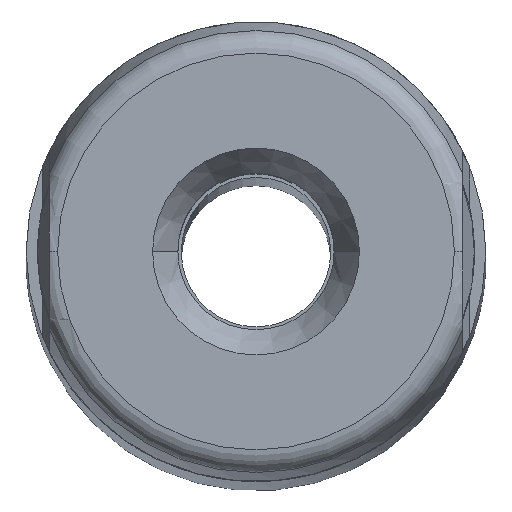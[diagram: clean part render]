
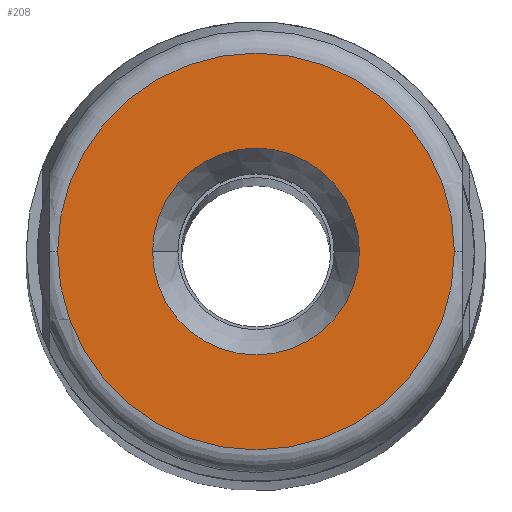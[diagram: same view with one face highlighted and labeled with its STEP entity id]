
A CAD part, top view. The second image highlights one B-rep face of the part: STEP entity #208.
In plain terms, the highlighted planar face has unit normal (0, 0, 1).
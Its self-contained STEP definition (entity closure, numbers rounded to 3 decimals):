
#48 = VERTEX_POINT ( 'NONE', #678 ) ;
#56 = VERTEX_POINT ( 'NONE', #676 ) ;
#60 = EDGE_CURVE ( 'NONE', #56, #48, #662, .T. ) ;
#194 = EDGE_LOOP ( 'NONE', ( #200, #222 ) ) ;
#200 = ORIENTED_EDGE ( 'NONE', *, *, #60, .T. ) ;
#208 = ADVANCED_FACE ( 'NONE', ( #882, #887 ), #881, .F. ) ;
#209 = EDGE_LOOP ( 'NONE', ( #234, #213 ) ) ;
#213 = ORIENTED_EDGE ( 'NONE', *, *, #295, .F. ) ;
#222 = ORIENTED_EDGE ( 'NONE', *, *, #225, .T. ) ;
#225 = EDGE_CURVE ( 'NONE', #48, #56, #828, .T. ) ;
#229 = EDGE_CURVE ( 'NONE', #300, #250, #1065, .T. ) ;
#234 = ORIENTED_EDGE ( 'NONE', *, *, #229, .F. ) ;
#250 = VERTEX_POINT ( 'NONE', #949 ) ;
#295 = EDGE_CURVE ( 'NONE', #250, #300, #1022, .T. ) ;
#300 = VERTEX_POINT ( 'NONE', #955 ) ;
#662 = CIRCLE ( 'NONE', #699, 8.632 ) ;
#663 = DIRECTION ( 'NONE',  ( 0., 0., 1. ) ) ;
#676 = CARTESIAN_POINT ( 'NONE',  ( 8.632, 0., 0. ) ) ;
#678 = CARTESIAN_POINT ( 'NONE',  ( -8.632, 0., 0. ) ) ;
#694 = CARTESIAN_POINT ( 'NONE',  ( 0., 0., 0. ) ) ;
#699 = AXIS2_PLACEMENT_3D ( 'NONE', #694, #663, #705 ) ;
#705 = DIRECTION ( 'NONE',  ( 1., 0., 0. ) ) ;
#756 = DIRECTION ( 'NONE',  ( 1., 0., 0. ) ) ;
#757 = DIRECTION ( 'NONE',  ( 0., 0., 1. ) ) ;
#758 = AXIS2_PLACEMENT_3D ( 'NONE', #762, #757, #756 ) ;
#762 = CARTESIAN_POINT ( 'NONE',  ( 0., 0., 0. ) ) ;
#828 = CIRCLE ( 'NONE', #758, 8.632 ) ;
#860 = DIRECTION ( 'NONE',  ( -1., 0., 0. ) ) ;
#881 = PLANE ( 'NONE',  #893 ) ;
#882 = FACE_BOUND ( 'NONE', #209, .T. ) ;
#887 = FACE_OUTER_BOUND ( 'NONE', #194, .T. ) ;
#889 = DIRECTION ( 'NONE',  ( 0., 0., -1. ) ) ;
#893 = AXIS2_PLACEMENT_3D ( 'NONE', #894, #889, #860 ) ;
#894 = CARTESIAN_POINT ( 'NONE',  ( 0., 0., 0. ) ) ;
#906 = AXIS2_PLACEMENT_3D ( 'NONE', #941, #1077, #998 ) ;
#941 = CARTESIAN_POINT ( 'NONE',  ( 0., 0., 0. ) ) ;
#949 = CARTESIAN_POINT ( 'NONE',  ( -4.5, 0., 0. ) ) ;
#955 = CARTESIAN_POINT ( 'NONE',  ( 4.5, 0., 0. ) ) ;
#998 = DIRECTION ( 'NONE',  ( 1., 0., 0. ) ) ;
#1018 = DIRECTION ( 'NONE',  ( 1., 0., 0. ) ) ;
#1019 = DIRECTION ( 'NONE',  ( 0., 0., 1. ) ) ;
#1020 = CARTESIAN_POINT ( 'NONE',  ( 0., 0., 0. ) ) ;
#1021 = AXIS2_PLACEMENT_3D ( 'NONE', #1020, #1019, #1018 ) ;
#1022 = CIRCLE ( 'NONE', #1021, 4.5 ) ;
#1065 = CIRCLE ( 'NONE', #906, 4.5 ) ;
#1077 = DIRECTION ( 'NONE',  ( 0., 0., 1. ) ) ;
